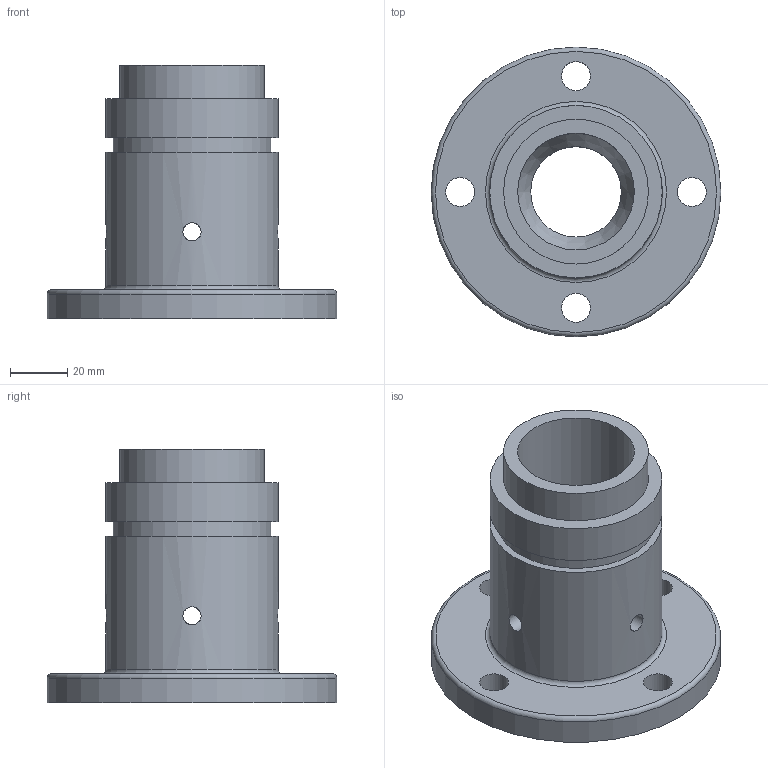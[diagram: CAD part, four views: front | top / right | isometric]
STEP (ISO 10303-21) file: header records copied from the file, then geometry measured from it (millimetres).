
FILE_DESCRIPTION(/* description */ (''),/* implementation_level */ '2;1');
FILE_NAME(/* name */ 'connector',/* time_stamp */ '1999-06-17T17:13:34-04:00',/* author */ ('PC User'),/* organization */ ('3D/EYE, Inc.'),/* preprocessor_version */ 'ST-DEVELOPER 1.6',/* originating_system */ 'IronCAD2.0',/* authorisation */ '');
FILE_SCHEMA (('CONFIG_CONTROL_DESIGN'));
Products named in the file (1): 1
Bounding box: 101.6 x 101.6 x 88.9 mm (x, y, z)
Volume: 194664.7 mm3; surface area: 45174.4 mm2
Topology: 1 solids, 1 shells, 29 faces, 64 edges, 41 vertices
Faces by surface type: cylinder 17, plane 8, torus 2, cone 2
Full cylindrical faces by diameter (mm): 6.35 x4, 10.16 x4, 31.75 x2, 40.132 x1, 40.894 x1, 50.8 x1, 55.372 x1, 60.452 x2, 101.6 x1
Entity records: 1037 total; most frequent: CARTESIAN_POINT 367, DIRECTION 106, FACE_BOUND 74, EDGE_LOOP 74, ORIENTED_EDGE 74, AXIS2_PLACEMENT_3D 58, EDGE_CURVE 37, INTERSECTION_CURVE 37
